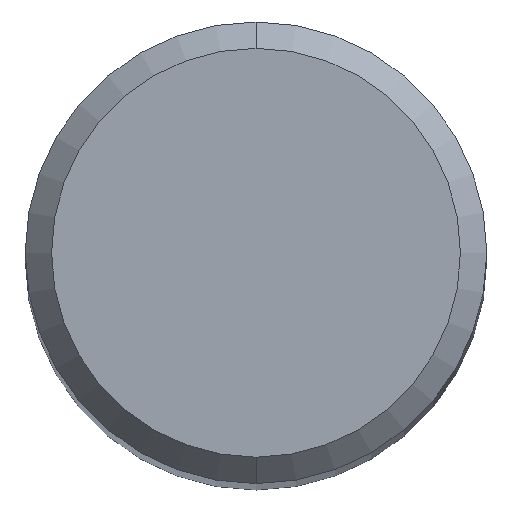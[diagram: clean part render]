
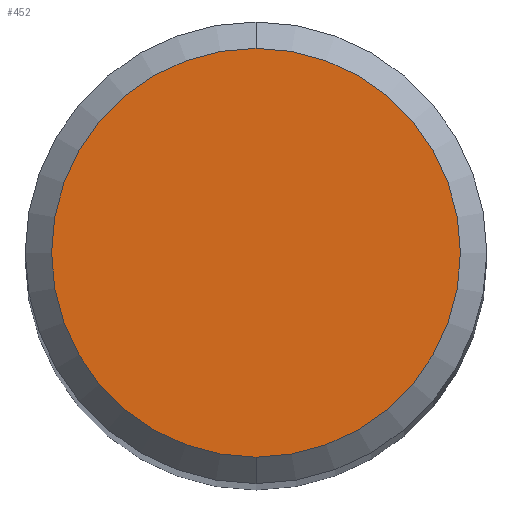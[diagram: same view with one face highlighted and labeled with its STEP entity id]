
A CAD part, top view. The second image highlights one B-rep face of the part: STEP entity #452.
In plain terms, the highlighted planar face has unit normal (0, 0, 1).
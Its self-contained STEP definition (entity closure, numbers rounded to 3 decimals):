
#314=EDGE_CURVE('',#422,#428,#628,.T.);
#422=VERTEX_POINT('',#748);
#428=VERTEX_POINT('',#756);
#430=EDGE_CURVE('',#428,#422,#758,.T.);
#452=ADVANCED_FACE('',(#782),#783,.T.);
#628=CIRCLE('',#1110,3.1);
#748=CARTESIAN_POINT('',(0.,-3.1,0.0));
#756=CARTESIAN_POINT('',(0.0,3.1,0.0));
#758=CIRCLE('',#1366,3.1);
#782=FACE_OUTER_BOUND('',#1413,.T.);
#783=PLANE('',#1414);
#1110=AXIS2_PLACEMENT_3D('',#1576,#1577,#1578);
#1366=AXIS2_PLACEMENT_3D('',#1731,#1732,#1733);
#1413=EDGE_LOOP('',(#1764,#1765));
#1414=AXIS2_PLACEMENT_3D('',#1766,#1767,#1768);
#1576=CARTESIAN_POINT('',(0.0,0.0,0.0));
#1577=DIRECTION('',(0.0,0.0,-1.0));
#1578=DIRECTION('',(0.0,1.0,0.0));
#1731=CARTESIAN_POINT('',(0.0,0.0,0.0));
#1732=DIRECTION('',(0.0,0.0,-1.0));
#1733=DIRECTION('',(0.0,1.0,0.0));
#1764=ORIENTED_EDGE('',*,*,#430,.F.);
#1765=ORIENTED_EDGE('',*,*,#314,.F.);
#1766=CARTESIAN_POINT('',(0.0,1.55,0.0));
#1767=DIRECTION('',(-0.0,0.0,1.0));
#1768=DIRECTION('',(0.0,-1.0,0.0));
